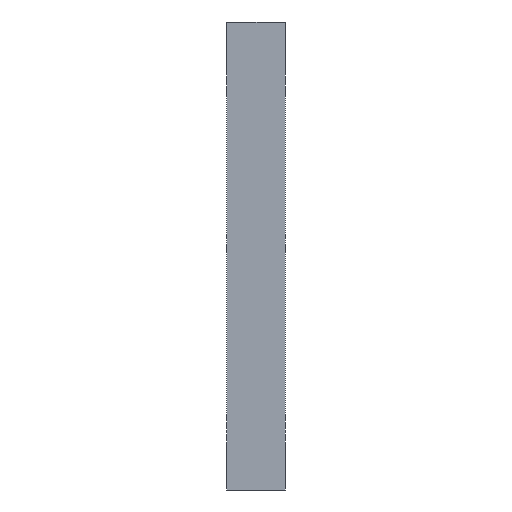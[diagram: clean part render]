
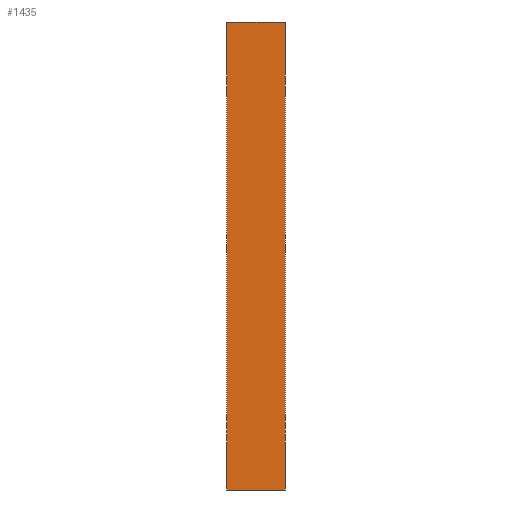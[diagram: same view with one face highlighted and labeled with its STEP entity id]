
A CAD part, left-side view. The second image highlights one B-rep face of the part: STEP entity #1435.
In plain terms, the highlighted planar face has unit normal (-1, 0, 0).
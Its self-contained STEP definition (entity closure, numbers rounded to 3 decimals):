
#131=PLANE('',#1629);
#195=FACE_OUTER_BOUND('',#259,.T.);
#259=EDGE_LOOP('',(#1179,#1180,#1181,#1182));
#439=LINE('',#2419,#509);
#440=LINE('',#2421,#510);
#441=LINE('',#2423,#511);
#442=LINE('',#2424,#512);
#509=VECTOR('',#2045,10.);
#510=VECTOR('',#2046,10.);
#511=VECTOR('',#2047,10.);
#512=VECTOR('',#2048,10.);
#753=VERTEX_POINT('',#2417);
#754=VERTEX_POINT('',#2418);
#755=VERTEX_POINT('',#2420);
#756=VERTEX_POINT('',#2422);
#935=EDGE_CURVE('',#753,#754,#439,.T.);
#936=EDGE_CURVE('',#753,#755,#440,.T.);
#937=EDGE_CURVE('',#756,#755,#441,.T.);
#938=EDGE_CURVE('',#754,#756,#442,.T.);
#1179=ORIENTED_EDGE('',*,*,#935,.F.);
#1180=ORIENTED_EDGE('',*,*,#936,.T.);
#1181=ORIENTED_EDGE('',*,*,#937,.F.);
#1182=ORIENTED_EDGE('',*,*,#938,.F.);
#1435=ADVANCED_FACE('',(#195),#131,.T.);
#1629=AXIS2_PLACEMENT_3D('',#2416,#2043,#2044);
#2043=DIRECTION('center_axis',(-1.,0.,0.));
#2044=DIRECTION('ref_axis',(0.,0.,1.));
#2045=DIRECTION('',(0.,0.,-1.));
#2046=DIRECTION('',(0.,1.,0.));
#2047=DIRECTION('',(0.,0.,1.));
#2048=DIRECTION('',(0.,1.,0.));
#2416=CARTESIAN_POINT('Origin',(0.,0.,-40.));
#2417=CARTESIAN_POINT('',(0.,0.,0.));
#2418=CARTESIAN_POINT('',(0.,0.,-40.));
#2419=CARTESIAN_POINT('',(0.,0.,0.));
#2420=CARTESIAN_POINT('',(0.,5.,0.));
#2421=CARTESIAN_POINT('',(0.,0.,0.));
#2422=CARTESIAN_POINT('',(0.,5.,-40.));
#2423=CARTESIAN_POINT('',(0.,5.,0.));
#2424=CARTESIAN_POINT('',(0.,0.,-40.));
